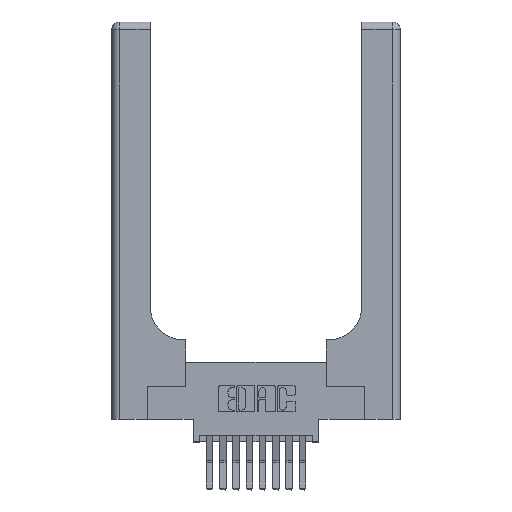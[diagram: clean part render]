
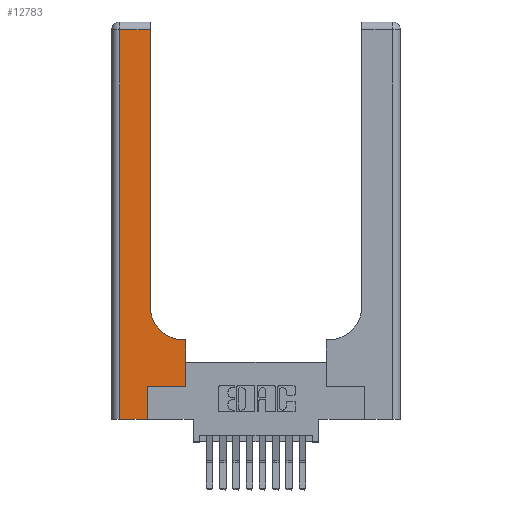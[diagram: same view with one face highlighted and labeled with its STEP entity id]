
A CAD part, top view. The second image highlights one B-rep face of the part: STEP entity #12783.
In plain terms, the highlighted planar face has unit normal (0, 0, 1).
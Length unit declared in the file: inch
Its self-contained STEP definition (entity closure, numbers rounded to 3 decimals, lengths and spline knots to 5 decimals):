
#315 = CARTESIAN_POINT ( 'NONE',  ( 0.5585, 0.25, 0.37 ) ) ;
#408 = VECTOR ( 'NONE', #11717, 39.37008 ) ;
#480 = PLANE ( 'NONE',  #5687 ) ;
#655 = CARTESIAN_POINT ( 'NONE',  ( 0.269, 0., 0.37 ) ) ;
#954 = LINE ( 'NONE', #12924, #14313 ) ;
#1303 = ORIENTED_EDGE ( 'NONE', *, *, #5894, .T. ) ;
#1580 = EDGE_LOOP ( 'NONE', ( #5602, #12339, #6387, #6782, #6729, #1303, #6258, #2247, #4721 ) ) ;
#1644 = VERTEX_POINT ( 'NONE', #9508 ) ;
#1656 = VERTEX_POINT ( 'NONE', #2029 ) ;
#1808 = DIRECTION ( 'NONE',  ( 0., 0., -1. ) ) ;
#1984 = VERTEX_POINT ( 'NONE', #13650 ) ;
#2029 = CARTESIAN_POINT ( 'NONE',  ( 0.2915, 0.85, 0.37 ) ) ;
#2186 = LINE ( 'NONE', #10258, #11771 ) ;
#2247 = ORIENTED_EDGE ( 'NONE', *, *, #10769, .T. ) ;
#2802 = DIRECTION ( 'NONE',  ( 1., 0., 0. ) ) ;
#3056 = CARTESIAN_POINT ( 'NONE',  ( 0.5415, 0.85, 0.37 ) ) ;
#3326 = LINE ( 'NONE', #5531, #12881 ) ;
#3563 = CARTESIAN_POINT ( 'NONE',  ( 0.06, 2.94, 0.37 ) ) ;
#3833 = CIRCLE ( 'NONE', #5782, 0.25 ) ;
#4006 = DIRECTION ( 'NONE',  ( 0., -1., 0. ) ) ;
#4226 = DIRECTION ( 'NONE',  ( 0., 1., 0. ) ) ;
#4253 = LINE ( 'NONE', #315, #408 ) ;
#4276 = VERTEX_POINT ( 'NONE', #3563 ) ;
#4318 = DIRECTION ( 'NONE',  ( 1., 0., 0. ) ) ;
#4504 = EDGE_CURVE ( 'NONE', #8904, #9596, #2186, .T. ) ;
#4594 = EDGE_CURVE ( 'NONE', #1656, #11430, #954, .T. ) ;
#4649 = CARTESIAN_POINT ( 'NONE',  ( 0.2915, 2.94, 0.37 ) ) ;
#4721 = ORIENTED_EDGE ( 'NONE', *, *, #11887, .T. ) ;
#5125 = EDGE_CURVE ( 'NONE', #13800, #1984, #4253, .T. ) ;
#5378 = LINE ( 'NONE', #655, #8643 ) ;
#5531 = CARTESIAN_POINT ( 'NONE',  ( 0., 2.94, 0.37 ) ) ;
#5602 = ORIENTED_EDGE ( 'NONE', *, *, #4594, .T. ) ;
#5687 = AXIS2_PLACEMENT_3D ( 'NONE', #7982, #1808, #10571 ) ;
#5758 = LINE ( 'NONE', #7189, #12394 ) ;
#5782 = AXIS2_PLACEMENT_3D ( 'NONE', #3056, #11763, #4318 ) ;
#5894 = EDGE_CURVE ( 'NONE', #6342, #13800, #5758, .T. ) ;
#6258 = ORIENTED_EDGE ( 'NONE', *, *, #5125, .T. ) ;
#6342 = VERTEX_POINT ( 'NONE', #7991 ) ;
#6387 = ORIENTED_EDGE ( 'NONE', *, *, #14390, .T. ) ;
#6469 = EDGE_CURVE ( 'NONE', #9596, #6342, #5378, .T. ) ;
#6494 = LINE ( 'NONE', #10308, #13122 ) ;
#6729 = ORIENTED_EDGE ( 'NONE', *, *, #6469, .T. ) ;
#6761 = DIRECTION ( 'NONE',  ( -1., 0., 0. ) ) ;
#6782 = ORIENTED_EDGE ( 'NONE', *, *, #4504, .T. ) ;
#7189 = CARTESIAN_POINT ( 'NONE',  ( 0.269, 0.25, 0.37 ) ) ;
#7484 = FACE_OUTER_BOUND ( 'NONE', #1580, .T. ) ;
#7982 = CARTESIAN_POINT ( 'NONE',  ( 0., 3., 0.37 ) ) ;
#7991 = CARTESIAN_POINT ( 'NONE',  ( 0.269, 0.25, 0.37 ) ) ;
#8192 = DIRECTION ( 'NONE',  ( 0., 1., 0. ) ) ;
#8643 = VECTOR ( 'NONE', #8192, 39.37008 ) ;
#8904 = VERTEX_POINT ( 'NONE', #8960 ) ;
#8944 = CARTESIAN_POINT ( 'NONE',  ( 0.5585, 0.25, 0.37 ) ) ;
#8960 = CARTESIAN_POINT ( 'NONE',  ( 0.06, 0., 0.37 ) ) ;
#9508 = CARTESIAN_POINT ( 'NONE',  ( 0.5415, 0.6, 0.37 ) ) ;
#9596 = VERTEX_POINT ( 'NONE', #15903 ) ;
#9642 = DIRECTION ( 'NONE',  ( -1., 0., 0. ) ) ;
#9913 = VECTOR ( 'NONE', #9642, 39.37008 ) ;
#10258 = CARTESIAN_POINT ( 'NONE',  ( 0., 0., 0.37 ) ) ;
#10308 = CARTESIAN_POINT ( 'NONE',  ( 0.06, 3., 0.37 ) ) ;
#10571 = DIRECTION ( 'NONE',  ( -1., 0., 0. ) ) ;
#10769 = EDGE_CURVE ( 'NONE', #1984, #1644, #16151, .T. ) ;
#11430 = VERTEX_POINT ( 'NONE', #4649 ) ;
#11717 = DIRECTION ( 'NONE',  ( 0., 1., 0. ) ) ;
#11763 = DIRECTION ( 'NONE',  ( 0., 0., -1. ) ) ;
#11771 = VECTOR ( 'NONE', #2802, 39.37008 ) ;
#11887 = EDGE_CURVE ( 'NONE', #1644, #1656, #3833, .T. ) ;
#12339 = ORIENTED_EDGE ( 'NONE', *, *, #16041, .T. ) ;
#12394 = VECTOR ( 'NONE', #15922, 39.37008 ) ;
#12783 = ADVANCED_FACE ( 'NONE', ( #7484 ), #480, .F. ) ;
#12881 = VECTOR ( 'NONE', #6761, 39.37008 ) ;
#12924 = CARTESIAN_POINT ( 'NONE',  ( 0.2915, 3., 0.37 ) ) ;
#13122 = VECTOR ( 'NONE', #4006, 39.37008 ) ;
#13650 = CARTESIAN_POINT ( 'NONE',  ( 0.5585, 0.6, 0.37 ) ) ;
#13800 = VERTEX_POINT ( 'NONE', #8944 ) ;
#14313 = VECTOR ( 'NONE', #4226, 39.37008 ) ;
#14390 = EDGE_CURVE ( 'NONE', #4276, #8904, #6494, .T. ) ;
#15876 = CARTESIAN_POINT ( 'NONE',  ( 0.2915, 0.6, 0.37 ) ) ;
#15903 = CARTESIAN_POINT ( 'NONE',  ( 0.269, 0., 0.37 ) ) ;
#15922 = DIRECTION ( 'NONE',  ( 1., 0., 0. ) ) ;
#16041 = EDGE_CURVE ( 'NONE', #11430, #4276, #3326, .T. ) ;
#16151 = LINE ( 'NONE', #15876, #9913 ) ;
